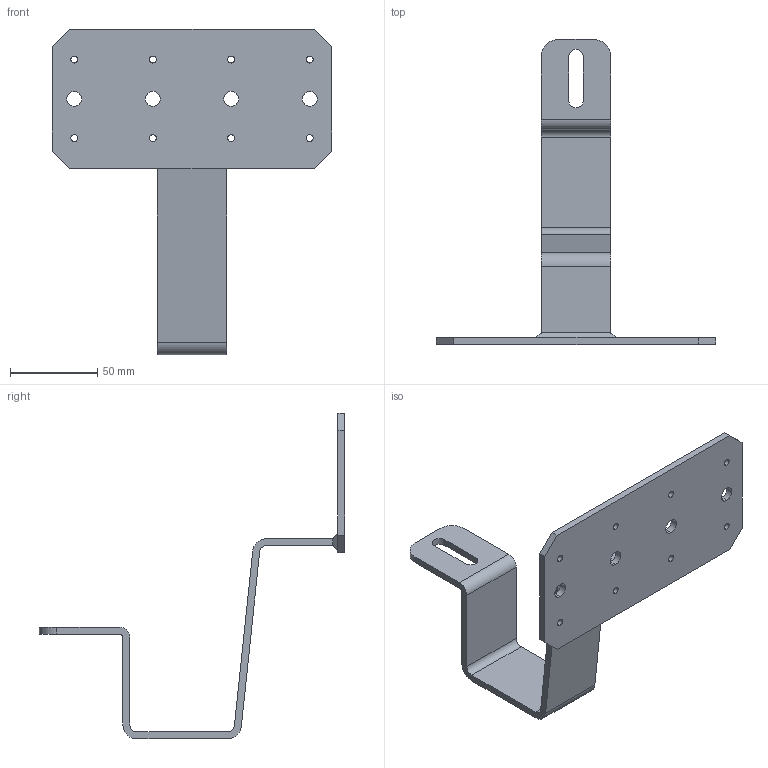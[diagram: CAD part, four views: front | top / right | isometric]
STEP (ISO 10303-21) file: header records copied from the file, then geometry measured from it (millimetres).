
FILE_DESCRIPTION (( 'STEP AP203' ), '1' );
FILE_NAME ('084.106.115.STEP', '2013-01-23T10:32:21', ( 'Alusic' ), ( 'Alusic' ), 'SwSTEP 2.0', 'SolidWorks 2011', '' );
FILE_SCHEMA (( 'CONFIG_CONTROL_DESIGN' ));
Length unit declared in the file: millimetre
Products named in the file (1): 084.106.115
Bounding box: 160 x 175.15 x 186.89 mm (x, y, z)
Volume: 99903.9 mm3; surface area: 56553.9 mm2
Topology: 3 solids, 3 shells, 71 faces, 194 edges, 128 vertices
Faces by surface type: cylinder 36, plane 35
Entity records: 2397 total; most frequent: DIRECTION 410, CARTESIAN_POINT 394, ORIENTED_EDGE 388, EDGE_CURVE 194, AXIS2_PLACEMENT_3D 144, VERTEX_POINT 128, LINE 122, VECTOR 122
